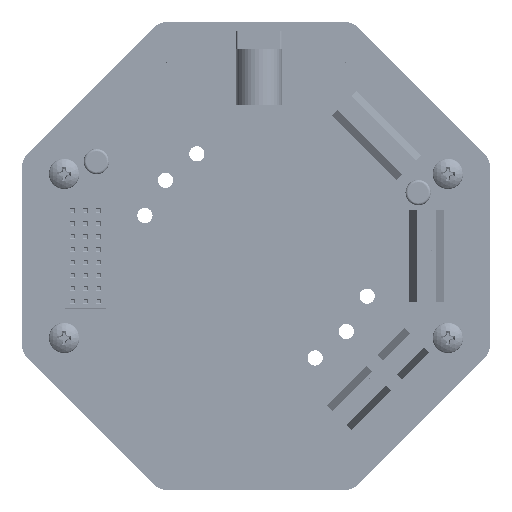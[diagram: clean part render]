
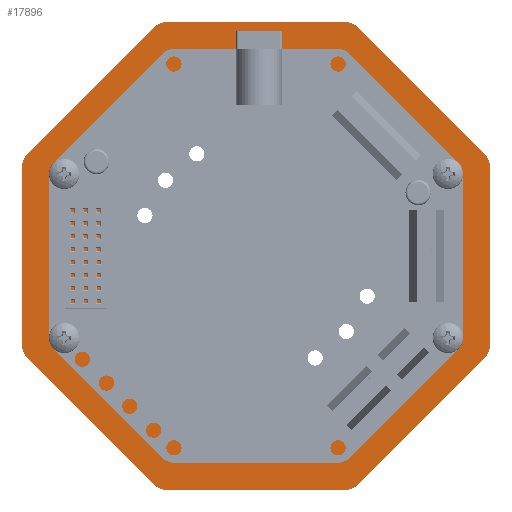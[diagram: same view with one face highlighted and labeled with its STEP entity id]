
A CAD part, top view. The second image highlights one B-rep face of the part: STEP entity #17896.
In plain terms, the highlighted planar face has unit normal (0, 0, 1).
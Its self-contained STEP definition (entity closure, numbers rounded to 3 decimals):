
#679=FACE_BOUND('',#3927,.T.);
#680=FACE_BOUND('',#3928,.T.);
#681=FACE_BOUND('',#3929,.T.);
#682=FACE_BOUND('',#3930,.T.);
#683=FACE_BOUND('',#3931,.T.);
#939=CIRCLE('',#19096,4.);
#997=CIRCLE('',#19157,4.);
#998=CIRCLE('',#19159,4.);
#999=CIRCLE('',#19162,4.);
#1000=CIRCLE('',#19164,4.);
#1001=CIRCLE('',#19167,4.);
#1002=CIRCLE('',#19169,4.);
#1003=CIRCLE('',#19172,4.);
#1146=CIRCLE('',#19500,1.5);
#1147=CIRCLE('',#19502,1.5);
#1148=CIRCLE('',#19504,1.5);
#1149=CIRCLE('',#19506,1.5);
#2536=FACE_OUTER_BOUND('',#3926,.T.);
#3926=EDGE_LOOP('',(#15313,#15314,#15315,#15316,#15317,#15318,#15319,#15320,
#15321,#15322,#15323,#15324,#15325,#15326,#15327,#15328));
#3927=EDGE_LOOP('',(#15329,#15330,#15331,#15332,#15333,#15334,#15335,#15336));
#3928=EDGE_LOOP('',(#15337));
#3929=EDGE_LOOP('',(#15338));
#3930=EDGE_LOOP('',(#15339));
#3931=EDGE_LOOP('',(#15340));
#5476=LINE('',#28190,#7120);
#5481=LINE('',#28204,#7125);
#5486=LINE('',#28218,#7130);
#5491=LINE('',#28232,#7135);
#5495=LINE('',#28242,#7139);
#5498=LINE('',#28248,#7142);
#5501=LINE('',#28254,#7145);
#5503=LINE('',#28258,#7147);
#5505=LINE('',#28261,#7149);
#5507=LINE('',#28265,#7151);
#5508=LINE('',#28267,#7152);
#5509=LINE('',#28269,#7153);
#5602=LINE('',#28835,#7246);
#5603=LINE('',#28837,#7247);
#5604=LINE('',#28839,#7248);
#5605=LINE('',#28841,#7249);
#7120=VECTOR('',#23155,10.);
#7125=VECTOR('',#23170,10.);
#7130=VECTOR('',#23185,10.);
#7135=VECTOR('',#23200,10.);
#7139=VECTOR('',#23210,10.);
#7142=VECTOR('',#23215,10.);
#7145=VECTOR('',#23220,10.);
#7147=VECTOR('',#23224,10.);
#7149=VECTOR('',#23228,10.);
#7151=VECTOR('',#23232,10.);
#7152=VECTOR('',#23235,10.);
#7153=VECTOR('',#23238,10.);
#7246=VECTOR('',#23985,10.);
#7247=VECTOR('',#23988,10.);
#7248=VECTOR('',#23991,10.);
#7249=VECTOR('',#23994,10.);
#8433=VERTEX_POINT('',#28037);
#8434=VERTEX_POINT('',#28039);
#8507=VERTEX_POINT('',#28189);
#8508=VERTEX_POINT('',#28193);
#8509=VERTEX_POINT('',#28197);
#8510=VERTEX_POINT('',#28199);
#8511=VERTEX_POINT('',#28203);
#8512=VERTEX_POINT('',#28207);
#8513=VERTEX_POINT('',#28211);
#8514=VERTEX_POINT('',#28213);
#8515=VERTEX_POINT('',#28217);
#8516=VERTEX_POINT('',#28221);
#8517=VERTEX_POINT('',#28225);
#8518=VERTEX_POINT('',#28227);
#8519=VERTEX_POINT('',#28231);
#8520=VERTEX_POINT('',#28235);
#8521=VERTEX_POINT('',#28239);
#8522=VERTEX_POINT('',#28241);
#8523=VERTEX_POINT('',#28245);
#8524=VERTEX_POINT('',#28247);
#8525=VERTEX_POINT('',#28251);
#8526=VERTEX_POINT('',#28253);
#8527=VERTEX_POINT('',#28257);
#8528=VERTEX_POINT('',#28263);
#8671=VERTEX_POINT('',#28819);
#8672=VERTEX_POINT('',#28823);
#8673=VERTEX_POINT('',#28827);
#8674=VERTEX_POINT('',#28831);
#10591=EDGE_CURVE('',#8433,#8434,#939,.T.);
#10666=EDGE_CURVE('',#8507,#8434,#5476,.T.);
#10668=EDGE_CURVE('',#8507,#8508,#997,.T.);
#10671=EDGE_CURVE('',#8509,#8510,#998,.T.);
#10673=EDGE_CURVE('',#8511,#8510,#5481,.T.);
#10675=EDGE_CURVE('',#8511,#8512,#999,.T.);
#10678=EDGE_CURVE('',#8513,#8514,#1000,.T.);
#10680=EDGE_CURVE('',#8515,#8514,#5486,.T.);
#10682=EDGE_CURVE('',#8515,#8516,#1001,.T.);
#10685=EDGE_CURVE('',#8517,#8518,#1002,.T.);
#10687=EDGE_CURVE('',#8519,#8518,#5491,.T.);
#10689=EDGE_CURVE('',#8519,#8520,#1003,.T.);
#10692=EDGE_CURVE('',#8522,#8521,#5495,.T.);
#10695=EDGE_CURVE('',#8524,#8523,#5498,.T.);
#10698=EDGE_CURVE('',#8526,#8525,#5501,.T.);
#10700=EDGE_CURVE('',#8521,#8527,#5503,.T.);
#10702=EDGE_CURVE('',#8523,#8522,#5505,.T.);
#10704=EDGE_CURVE('',#8527,#8528,#5507,.T.);
#10705=EDGE_CURVE('',#8525,#8524,#5508,.T.);
#10706=EDGE_CURVE('',#8528,#8526,#5509,.T.);
#10938=EDGE_CURVE('',#8671,#8671,#1146,.T.);
#10940=EDGE_CURVE('',#8672,#8672,#1147,.T.);
#10942=EDGE_CURVE('',#8673,#8673,#1148,.T.);
#10944=EDGE_CURVE('',#8674,#8674,#1149,.T.);
#10945=EDGE_CURVE('',#8509,#8508,#5602,.T.);
#10946=EDGE_CURVE('',#8433,#8520,#5603,.T.);
#10947=EDGE_CURVE('',#8517,#8516,#5604,.T.);
#10948=EDGE_CURVE('',#8513,#8512,#5605,.T.);
#15313=ORIENTED_EDGE('',*,*,#10591,.F.);
#15314=ORIENTED_EDGE('',*,*,#10946,.T.);
#15315=ORIENTED_EDGE('',*,*,#10689,.F.);
#15316=ORIENTED_EDGE('',*,*,#10687,.T.);
#15317=ORIENTED_EDGE('',*,*,#10685,.F.);
#15318=ORIENTED_EDGE('',*,*,#10947,.T.);
#15319=ORIENTED_EDGE('',*,*,#10682,.F.);
#15320=ORIENTED_EDGE('',*,*,#10680,.T.);
#15321=ORIENTED_EDGE('',*,*,#10678,.F.);
#15322=ORIENTED_EDGE('',*,*,#10948,.T.);
#15323=ORIENTED_EDGE('',*,*,#10675,.F.);
#15324=ORIENTED_EDGE('',*,*,#10673,.T.);
#15325=ORIENTED_EDGE('',*,*,#10671,.F.);
#15326=ORIENTED_EDGE('',*,*,#10945,.T.);
#15327=ORIENTED_EDGE('',*,*,#10668,.F.);
#15328=ORIENTED_EDGE('',*,*,#10666,.T.);
#15329=ORIENTED_EDGE('',*,*,#10704,.T.);
#15330=ORIENTED_EDGE('',*,*,#10706,.T.);
#15331=ORIENTED_EDGE('',*,*,#10698,.T.);
#15332=ORIENTED_EDGE('',*,*,#10705,.T.);
#15333=ORIENTED_EDGE('',*,*,#10695,.T.);
#15334=ORIENTED_EDGE('',*,*,#10702,.T.);
#15335=ORIENTED_EDGE('',*,*,#10692,.T.);
#15336=ORIENTED_EDGE('',*,*,#10700,.T.);
#15337=ORIENTED_EDGE('',*,*,#10944,.T.);
#15338=ORIENTED_EDGE('',*,*,#10942,.T.);
#15339=ORIENTED_EDGE('',*,*,#10940,.T.);
#15340=ORIENTED_EDGE('',*,*,#10938,.T.);
#16964=PLANE('',#19511);
#17896=ADVANCED_FACE('',(#2536,#679,#680,#681,#682,#683),#16964,.T.);
#19096=AXIS2_PLACEMENT_3D('',#28040,#23018,#23019);
#19157=AXIS2_PLACEMENT_3D('',#28194,#23159,#23160);
#19159=AXIS2_PLACEMENT_3D('',#28200,#23165,#23166);
#19162=AXIS2_PLACEMENT_3D('',#28208,#23174,#23175);
#19164=AXIS2_PLACEMENT_3D('',#28214,#23180,#23181);
#19167=AXIS2_PLACEMENT_3D('',#28222,#23189,#23190);
#19169=AXIS2_PLACEMENT_3D('',#28228,#23195,#23196);
#19172=AXIS2_PLACEMENT_3D('',#28236,#23204,#23205);
#19500=AXIS2_PLACEMENT_3D('',#28821,#23966,#23967);
#19502=AXIS2_PLACEMENT_3D('',#28825,#23971,#23972);
#19504=AXIS2_PLACEMENT_3D('',#28829,#23976,#23977);
#19506=AXIS2_PLACEMENT_3D('',#28833,#23981,#23982);
#19511=AXIS2_PLACEMENT_3D('',#28842,#23995,#23996);
#23018=DIRECTION('center_axis',(0.,0.,-1.));
#23019=DIRECTION('ref_axis',(0.924,-0.383,0.));
#23155=DIRECTION('',(0.707,0.707,0.));
#23159=DIRECTION('center_axis',(0.,0.,-1.));
#23160=DIRECTION('ref_axis',(0.383,-0.924,0.));
#23165=DIRECTION('center_axis',(0.,0.,-1.));
#23166=DIRECTION('ref_axis',(-0.383,-0.924,0.));
#23170=DIRECTION('',(0.707,-0.707,0.));
#23174=DIRECTION('center_axis',(0.,0.,-1.));
#23175=DIRECTION('ref_axis',(-0.924,-0.383,0.));
#23180=DIRECTION('center_axis',(0.,0.,-1.));
#23181=DIRECTION('ref_axis',(-0.924,0.383,0.));
#23185=DIRECTION('',(-0.707,-0.707,0.));
#23189=DIRECTION('center_axis',(0.,0.,-1.));
#23190=DIRECTION('ref_axis',(-0.383,0.924,0.));
#23195=DIRECTION('center_axis',(0.,0.,-1.));
#23196=DIRECTION('ref_axis',(0.383,0.924,0.));
#23200=DIRECTION('',(-0.707,0.707,0.));
#23204=DIRECTION('center_axis',(0.,0.,-1.));
#23205=DIRECTION('ref_axis',(0.924,0.383,0.));
#23210=DIRECTION('',(0.707,-0.707,0.));
#23215=DIRECTION('',(0.707,0.707,0.));
#23220=DIRECTION('',(-0.707,0.707,0.));
#23224=DIRECTION('',(0.,-1.,0.));
#23228=DIRECTION('',(1.,0.,0.));
#23232=DIRECTION('',(-0.707,-0.707,0.));
#23235=DIRECTION('',(0.,1.,0.));
#23238=DIRECTION('',(-1.,0.,0.));
#23966=DIRECTION('center_axis',(0.,0.,-1.));
#23967=DIRECTION('ref_axis',(1.,0.,0.));
#23971=DIRECTION('center_axis',(0.,0.,-1.));
#23972=DIRECTION('ref_axis',(1.,0.,0.));
#23976=DIRECTION('center_axis',(0.,0.,-1.));
#23977=DIRECTION('ref_axis',(1.,0.,0.));
#23981=DIRECTION('center_axis',(0.,0.,-1.));
#23982=DIRECTION('ref_axis',(1.,0.,0.));
#23985=DIRECTION('',(1.,0.,0.));
#23988=DIRECTION('',(0.,1.,0.));
#23991=DIRECTION('',(-1.,0.,0.));
#23994=DIRECTION('',(0.,-1.,0.));
#23995=DIRECTION('center_axis',(0.,0.,1.));
#23996=DIRECTION('ref_axis',(1.,0.,0.));
#28037=CARTESIAN_POINT('',(46.,-17.397,-8.));
#28039=CARTESIAN_POINT('',(44.828,-20.225,-8.));
#28040=CARTESIAN_POINT('Origin',(42.,-17.397,-8.));
#28189=CARTESIAN_POINT('',(20.225,-44.828,-8.));
#28190=CARTESIAN_POINT('',(19.054,-46.,-8.));
#28193=CARTESIAN_POINT('',(17.397,-46.,-8.));
#28194=CARTESIAN_POINT('Origin',(17.397,-42.,-8.));
#28197=CARTESIAN_POINT('',(-17.397,-46.,-8.));
#28199=CARTESIAN_POINT('',(-20.225,-44.828,-8.));
#28200=CARTESIAN_POINT('Origin',(-17.397,-42.,-8.));
#28203=CARTESIAN_POINT('',(-44.828,-20.225,-8.));
#28204=CARTESIAN_POINT('',(-46.,-19.054,-8.));
#28207=CARTESIAN_POINT('',(-46.,-17.397,-8.));
#28208=CARTESIAN_POINT('Origin',(-42.,-17.397,-8.));
#28211=CARTESIAN_POINT('',(-46.,17.397,-8.));
#28213=CARTESIAN_POINT('',(-44.828,20.225,-8.));
#28214=CARTESIAN_POINT('Origin',(-42.,17.397,-8.));
#28217=CARTESIAN_POINT('',(-20.225,44.828,-8.));
#28218=CARTESIAN_POINT('',(-19.054,46.,-8.));
#28221=CARTESIAN_POINT('',(-17.397,46.,-8.));
#28222=CARTESIAN_POINT('Origin',(-17.397,42.,-8.));
#28225=CARTESIAN_POINT('',(17.397,46.,-8.));
#28227=CARTESIAN_POINT('',(20.225,44.828,-8.));
#28228=CARTESIAN_POINT('Origin',(17.397,42.,-8.));
#28231=CARTESIAN_POINT('',(44.828,20.225,-8.));
#28232=CARTESIAN_POINT('',(46.,19.054,-8.));
#28235=CARTESIAN_POINT('',(46.,17.397,-8.));
#28236=CARTESIAN_POINT('Origin',(42.,17.397,-8.));
#28239=CARTESIAN_POINT('',(28.,11.598,-8.));
#28241=CARTESIAN_POINT('',(11.598,28.,-8.));
#28242=CARTESIAN_POINT('',(15.698,23.899,-8.));
#28245=CARTESIAN_POINT('',(-11.598,28.,-8.));
#28247=CARTESIAN_POINT('',(-28.,11.598,-8.));
#28248=CARTESIAN_POINT('',(-23.899,15.698,-8.));
#28251=CARTESIAN_POINT('',(-28.,-11.598,-8.));
#28253=CARTESIAN_POINT('',(-11.598,-28.,-8.));
#28254=CARTESIAN_POINT('',(-15.698,-23.899,-8.));
#28257=CARTESIAN_POINT('',(28.,-11.598,-8.));
#28258=CARTESIAN_POINT('',(28.,5.799,-8.));
#28261=CARTESIAN_POINT('',(-5.799,28.,-8.));
#28263=CARTESIAN_POINT('',(11.598,-28.,-8.));
#28265=CARTESIAN_POINT('',(23.899,-15.698,-8.));
#28267=CARTESIAN_POINT('',(-28.,-5.799,-8.));
#28269=CARTESIAN_POINT('',(5.799,-28.,-8.));
#28819=CARTESIAN_POINT('',(36.219,-16.129,-8.));
#28821=CARTESIAN_POINT('Origin',(37.719,-16.129,-8.));
#28823=CARTESIAN_POINT('',(-39.219,-16.129,-8.));
#28825=CARTESIAN_POINT('Origin',(-37.719,-16.129,-8.));
#28827=CARTESIAN_POINT('',(36.219,16.129,-8.));
#28829=CARTESIAN_POINT('Origin',(37.719,16.129,-8.));
#28831=CARTESIAN_POINT('',(-39.219,16.129,-8.));
#28833=CARTESIAN_POINT('Origin',(-37.719,16.129,-8.));
#28835=CARTESIAN_POINT('',(-19.054,-46.,-8.));
#28837=CARTESIAN_POINT('',(46.,-19.054,-8.));
#28839=CARTESIAN_POINT('',(19.054,46.,-8.));
#28841=CARTESIAN_POINT('',(-46.,19.054,-8.));
#28842=CARTESIAN_POINT('Origin',(0.,0.,-8.));
